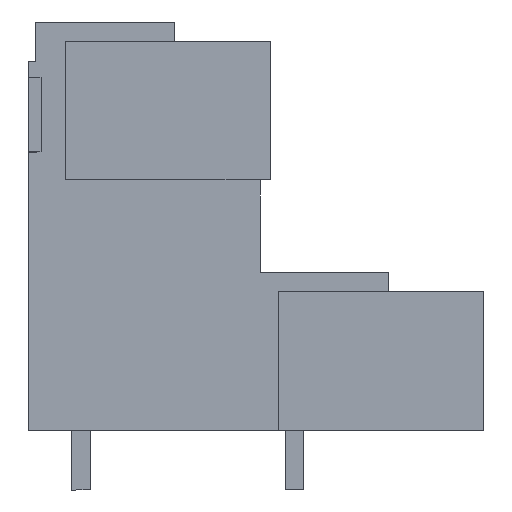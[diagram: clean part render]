
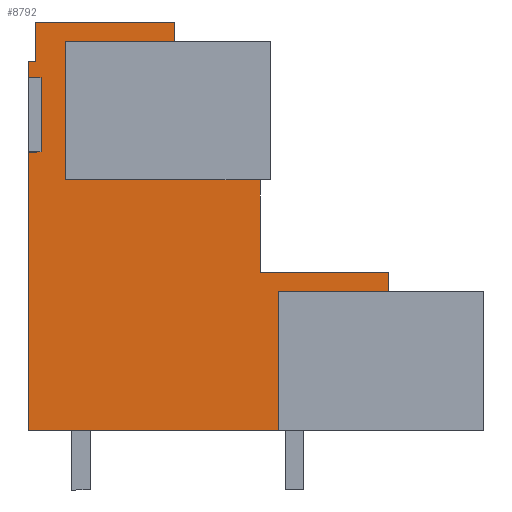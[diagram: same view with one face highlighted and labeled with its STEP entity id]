
A CAD part, left-side view. The second image highlights one B-rep face of the part: STEP entity #8792.
In plain terms, the highlighted planar face has unit normal (-1, 0, 0).
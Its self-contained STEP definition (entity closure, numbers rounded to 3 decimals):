
#8753=AXIS2_PLACEMENT_3D('Plane Axis2P3D',#8750,#8751,#8752) ;
#209=CARTESIAN_POINT('Line Origine',(3.45,22.55,20.438)) ;
#213=CARTESIAN_POINT('Vertex',(3.45,22.55,24.175)) ;
#215=CARTESIAN_POINT('Vertex',(3.45,22.55,16.7)) ;
#622=CARTESIAN_POINT('Vertex',(3.45,12.05,16.7)) ;
#630=CARTESIAN_POINT('Line Origine',(3.45,17.3,16.7)) ;
#1335=CARTESIAN_POINT('Vertex',(3.45,16.65,24.175)) ;
#1338=CARTESIAN_POINT('Line Origine',(3.45,19.6,24.175)) ;
#3791=CARTESIAN_POINT('Line Origine',(3.45,23.85,20.2)) ;
#3795=CARTESIAN_POINT('Vertex',(3.45,23.85,22.2)) ;
#3797=CARTESIAN_POINT('Vertex',(3.45,23.85,18.2)) ;
#3871=CARTESIAN_POINT('Vertex',(3.45,24.15,25.2)) ;
#3887=CARTESIAN_POINT('Vertex',(3.45,24.15,23.09)) ;
#3890=CARTESIAN_POINT('Line Origine',(3.45,24.15,24.145)) ;
#3998=CARTESIAN_POINT('Vertex',(3.45,24.55,18.2)) ;
#4001=CARTESIAN_POINT('Line Origine',(3.45,24.2,18.2)) ;
#4042=CARTESIAN_POINT('Line Origine',(3.45,24.2,22.2)) ;
#4046=CARTESIAN_POINT('Vertex',(3.45,24.55,22.2)) ;
#4758=CARTESIAN_POINT('Vertex',(3.45,5.15,10.7)) ;
#4761=CARTESIAN_POINT('Line Origine',(3.45,8.1,10.7)) ;
#4765=CARTESIAN_POINT('Vertex',(3.45,11.05,10.7)) ;
#5064=CARTESIAN_POINT('Vertex',(3.45,5.15,11.7)) ;
#5067=CARTESIAN_POINT('Line Origine',(3.45,5.15,11.2)) ;
#5095=CARTESIAN_POINT('Vertex',(3.45,12.05,11.7)) ;
#5098=CARTESIAN_POINT('Line Origine',(3.45,8.6,11.7)) ;
#5141=CARTESIAN_POINT('Line Origine',(3.45,12.05,14.2)) ;
#5197=CARTESIAN_POINT('Vertex',(3.45,16.65,25.2)) ;
#5200=CARTESIAN_POINT('Line Origine',(3.45,16.65,24.688)) ;
#6506=CARTESIAN_POINT('Line Origine',(3.45,20.4,25.2)) ;
#7043=CARTESIAN_POINT('Line Origine',(3.45,24.35,23.09)) ;
#7047=CARTESIAN_POINT('Vertex',(3.45,24.55,23.09)) ;
#8339=CARTESIAN_POINT('Line Origine',(3.45,11.05,6.95)) ;
#8343=CARTESIAN_POINT('Vertex',(3.45,11.05,3.2)) ;
#8750=CARTESIAN_POINT('Axis2P3D Location',(3.45,24.15,3.2)) ;
#8755=CARTESIAN_POINT('Line Origine',(3.45,24.55,10.7)) ;
#8759=CARTESIAN_POINT('Vertex',(3.45,24.55,3.2)) ;
#8762=CARTESIAN_POINT('Line Origine',(3.45,17.8,3.2)) ;
#8767=CARTESIAN_POINT('Line Origine',(3.45,24.55,22.645)) ;
#210=DIRECTION('Vector Direction',(0.,0.,-1.)) ;
#631=DIRECTION('Vector Direction',(0.,1.,0.)) ;
#1339=DIRECTION('Vector Direction',(0.,1.,0.)) ;
#3792=DIRECTION('Vector Direction',(0.,0.,-1.)) ;
#3891=DIRECTION('Vector Direction',(0.,0.,1.)) ;
#4002=DIRECTION('Vector Direction',(0.,-1.,0.)) ;
#4043=DIRECTION('Vector Direction',(0.,-1.,0.)) ;
#4762=DIRECTION('Vector Direction',(0.,1.,0.)) ;
#5068=DIRECTION('Vector Direction',(0.,0.,1.)) ;
#5099=DIRECTION('Vector Direction',(0.,1.,0.)) ;
#5142=DIRECTION('Vector Direction',(0.,0.,1.)) ;
#5201=DIRECTION('Vector Direction',(0.,0.,1.)) ;
#6507=DIRECTION('Vector Direction',(0.,1.,0.)) ;
#7044=DIRECTION('Vector Direction',(0.,1.,0.)) ;
#8340=DIRECTION('Vector Direction',(0.,0.,-1.)) ;
#8751=DIRECTION('Axis2P3D Direction',(-1.,0.,0.)) ;
#8752=DIRECTION('Axis2P3D XDirection',(0.,1.,0.)) ;
#8756=DIRECTION('Vector Direction',(0.,0.,-1.)) ;
#8763=DIRECTION('Vector Direction',(0.,-1.,0.)) ;
#8768=DIRECTION('Vector Direction',(0.,0.,-1.)) ;
#211=VECTOR('Line Direction',#210,1.) ;
#632=VECTOR('Line Direction',#631,1.) ;
#1340=VECTOR('Line Direction',#1339,1.) ;
#3793=VECTOR('Line Direction',#3792,1.) ;
#3892=VECTOR('Line Direction',#3891,1.) ;
#4003=VECTOR('Line Direction',#4002,1.) ;
#4044=VECTOR('Line Direction',#4043,1.) ;
#4763=VECTOR('Line Direction',#4762,1.) ;
#5069=VECTOR('Line Direction',#5068,1.) ;
#5100=VECTOR('Line Direction',#5099,1.) ;
#5143=VECTOR('Line Direction',#5142,1.) ;
#5202=VECTOR('Line Direction',#5201,1.) ;
#6508=VECTOR('Line Direction',#6507,1.) ;
#7045=VECTOR('Line Direction',#7044,1.) ;
#8341=VECTOR('Line Direction',#8340,1.) ;
#8757=VECTOR('Line Direction',#8756,1.) ;
#8764=VECTOR('Line Direction',#8763,1.) ;
#8769=VECTOR('Line Direction',#8768,1.) ;
#8773=ORIENTED_EDGE('',*,*,#8761,.T.) ;
#8774=ORIENTED_EDGE('',*,*,#8766,.T.) ;
#8775=ORIENTED_EDGE('',*,*,#8345,.F.) ;
#8776=ORIENTED_EDGE('',*,*,#4767,.F.) ;
#8777=ORIENTED_EDGE('',*,*,#5071,.T.) ;
#8778=ORIENTED_EDGE('',*,*,#5102,.T.) ;
#8779=ORIENTED_EDGE('',*,*,#5145,.T.) ;
#8780=ORIENTED_EDGE('',*,*,#634,.T.) ;
#8781=ORIENTED_EDGE('',*,*,#217,.F.) ;
#8782=ORIENTED_EDGE('',*,*,#1342,.F.) ;
#8783=ORIENTED_EDGE('',*,*,#5204,.T.) ;
#8784=ORIENTED_EDGE('',*,*,#6510,.T.) ;
#8785=ORIENTED_EDGE('',*,*,#3894,.T.) ;
#8786=ORIENTED_EDGE('',*,*,#7049,.T.) ;
#8787=ORIENTED_EDGE('',*,*,#8771,.T.) ;
#8788=ORIENTED_EDGE('',*,*,#4048,.T.) ;
#8789=ORIENTED_EDGE('',*,*,#3799,.T.) ;
#8790=ORIENTED_EDGE('',*,*,#4005,.F.) ;
#8792=ADVANCED_FACE('HOUSING',(#8791),#8754,.T.) ;
#217=EDGE_CURVE('',#214,#216,#212,.T.) ;
#634=EDGE_CURVE('',#623,#216,#633,.T.) ;
#1342=EDGE_CURVE('',#1336,#214,#1341,.T.) ;
#3799=EDGE_CURVE('',#3796,#3798,#3794,.T.) ;
#3894=EDGE_CURVE('',#3872,#3888,#3893,.F.) ;
#4005=EDGE_CURVE('',#3999,#3798,#4004,.T.) ;
#4048=EDGE_CURVE('',#4047,#3796,#4045,.T.) ;
#4767=EDGE_CURVE('',#4759,#4766,#4764,.T.) ;
#5071=EDGE_CURVE('',#4759,#5065,#5070,.T.) ;
#5102=EDGE_CURVE('',#5065,#5096,#5101,.T.) ;
#5145=EDGE_CURVE('',#5096,#623,#5144,.T.) ;
#5204=EDGE_CURVE('',#1336,#5198,#5203,.T.) ;
#6510=EDGE_CURVE('',#5198,#3872,#6509,.T.) ;
#7049=EDGE_CURVE('',#3888,#7048,#7046,.T.) ;
#8345=EDGE_CURVE('',#4766,#8344,#8342,.T.) ;
#8761=EDGE_CURVE('',#3999,#8760,#8758,.T.) ;
#8766=EDGE_CURVE('',#8760,#8344,#8765,.T.) ;
#8771=EDGE_CURVE('',#7048,#4047,#8770,.T.) ;
#8772=EDGE_LOOP('',(#8773,#8774,#8775,#8776,#8777,#8778,#8779,#8780,#8781,#8782,#8783,#8784,#8785,#8786,#8787,#8788,#8789,#8790)) ;
#8791=FACE_OUTER_BOUND('',#8772,.T.) ;
#212=LINE('Line',#209,#211) ;
#633=LINE('Line',#630,#632) ;
#1341=LINE('Line',#1338,#1340) ;
#3794=LINE('Line',#3791,#3793) ;
#3893=LINE('Line',#3890,#3892) ;
#4004=LINE('Line',#4001,#4003) ;
#4045=LINE('Line',#4042,#4044) ;
#4764=LINE('Line',#4761,#4763) ;
#5070=LINE('Line',#5067,#5069) ;
#5101=LINE('Line',#5098,#5100) ;
#5144=LINE('Line',#5141,#5143) ;
#5203=LINE('Line',#5200,#5202) ;
#6509=LINE('Line',#6506,#6508) ;
#7046=LINE('Line',#7043,#7045) ;
#8342=LINE('Line',#8339,#8341) ;
#8758=LINE('Line',#8755,#8757) ;
#8765=LINE('Line',#8762,#8764) ;
#8770=LINE('Line',#8767,#8769) ;
#8754=PLANE('',#8753) ;
#214=VERTEX_POINT('',#213) ;
#216=VERTEX_POINT('',#215) ;
#623=VERTEX_POINT('',#622) ;
#1336=VERTEX_POINT('',#1335) ;
#3796=VERTEX_POINT('',#3795) ;
#3798=VERTEX_POINT('',#3797) ;
#3872=VERTEX_POINT('',#3871) ;
#3888=VERTEX_POINT('',#3887) ;
#3999=VERTEX_POINT('',#3998) ;
#4047=VERTEX_POINT('',#4046) ;
#4759=VERTEX_POINT('',#4758) ;
#4766=VERTEX_POINT('',#4765) ;
#5065=VERTEX_POINT('',#5064) ;
#5096=VERTEX_POINT('',#5095) ;
#5198=VERTEX_POINT('',#5197) ;
#7048=VERTEX_POINT('',#7047) ;
#8344=VERTEX_POINT('',#8343) ;
#8760=VERTEX_POINT('',#8759) ;
